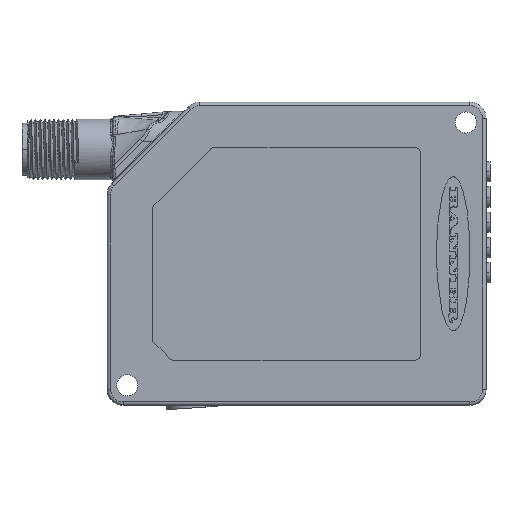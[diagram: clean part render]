
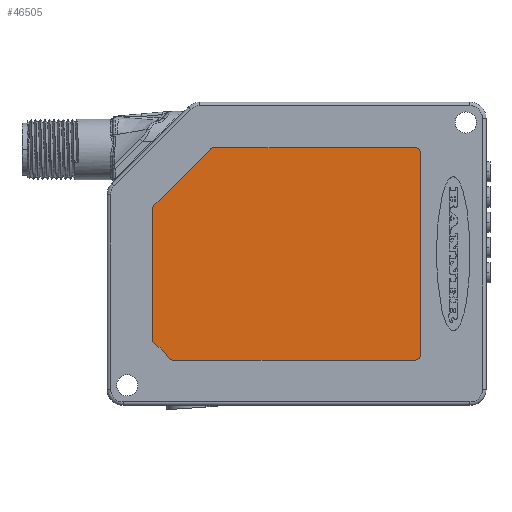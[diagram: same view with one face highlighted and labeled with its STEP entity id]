
A CAD part, front view. The second image highlights one B-rep face of the part: STEP entity #46505.
In plain terms, the highlighted planar face has unit normal (0, -1, 0).
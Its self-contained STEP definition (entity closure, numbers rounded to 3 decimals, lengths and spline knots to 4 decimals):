
#14637=CARTESIAN_POINT('',(0.8324,0.0098,
-0.3937));
#14638=DIRECTION('',(0.,-1.,0.));
#14639=DIRECTION('',(0.,0.,1.));
#14640=AXIS2_PLACEMENT_3D('',#14637,#14638,#14639);
#14655=CARTESIAN_POINT('',(2.4016,0.0098,
-0.3937));
#14656=DIRECTION('',(0.,-1.,0.));
#14657=DIRECTION('',(1.,0.,0.));
#14658=AXIS2_PLACEMENT_3D('',#14655,#14656,#14657);
#14673=CARTESIAN_POINT('',(2.4016,0.0098,
-1.9685));
#14674=DIRECTION('',(0.,-1.,0.));
#14675=DIRECTION('',(0.,0.,-1.));
#14676=AXIS2_PLACEMENT_3D('',#14673,#14674,#14675);
#14691=CARTESIAN_POINT('',(0.5125,0.0098,
-1.9685));
#14692=DIRECTION('',(0.,-1.,0.));
#14693=DIRECTION('',(-0.842,0.,-0.54));
#14694=AXIS2_PLACEMENT_3D('',#14691,#14692,#14693);
#14709=CARTESIAN_POINT('',(0.3937,0.0098,
-1.8497));
#14710=DIRECTION('',(0.,-1.,0.));
#14711=DIRECTION('',(-1.,0.,0.));
#14712=AXIS2_PLACEMENT_3D('',#14709,#14710,#14711);
#14727=CARTESIAN_POINT('',(0.3937,0.0098,
-0.8324));
#14728=DIRECTION('',(0.,-1.,0.));
#14729=DIRECTION('',(-0.707,0.,0.707));
#14730=AXIS2_PLACEMENT_3D('',#14727,#14728,#14729);
#14732=DIRECTION('',(-1.,0.,0.));
#14733=VECTOR('',#14732,1.5692);
#14734=CARTESIAN_POINT('',(2.4016,0.0098,
-0.3543));
#14735=LINE('',#14734,#14733);
#14736=DIRECTION('',(0.,0.,1.));
#14737=VECTOR('',#14736,1.5748);
#14738=CARTESIAN_POINT('',(2.4409,0.0098,
-1.9685));
#14739=LINE('',#14738,#14737);
#14740=DIRECTION('',(1.,0.,0.));
#14741=VECTOR('',#14740,1.8891);
#14742=CARTESIAN_POINT('',(0.5125,0.0098,
-2.0079));
#14743=LINE('',#14742,#14741);
#14744=CARTESIAN_POINT('',(0.1811,0.0098,
-2.1811));
#14745=DIRECTION('',(0.,1.,0.));
#14746=DIRECTION('',(0.54,0.,0.842));
#14747=AXIS2_PLACEMENT_3D('',#14744,#14745,#14746);
#14749=DIRECTION('',(0.,0.,-1.));
#14750=VECTOR('',#14749,1.0174);
#14751=CARTESIAN_POINT('',(0.3543,0.0098,
-0.8324));
#14752=LINE('',#14751,#14750);
#14753=DIRECTION('',(-0.707,0.,-0.707));
#14754=VECTOR('',#14753,0.6204);
#14755=CARTESIAN_POINT('',(0.8045,0.0098,
-0.3659));
#14756=LINE('',#14755,#14754);
#24005=CARTESIAN_POINT('',(0.8045,0.0098,
-0.3659));
#24007=VERTEX_POINT('',#24005);
#24009=CARTESIAN_POINT('',(0.8324,0.0098,
-0.3543));
#24011=VERTEX_POINT('',#24009);
#24013=CARTESIAN_POINT('',(0.3543,0.0098,
-0.8324));
#24015=VERTEX_POINT('',#24013);
#24017=CARTESIAN_POINT('',(0.3659,0.0098,
-0.8045));
#24019=VERTEX_POINT('',#24017);
#24021=CARTESIAN_POINT('',(0.3724,0.0098,
-1.8829));
#24023=VERTEX_POINT('',#24021);
#24025=CARTESIAN_POINT('',(0.3543,0.0098,
-1.8497));
#24027=VERTEX_POINT('',#24025);
#24029=CARTESIAN_POINT('',(0.5125,0.0098,
-2.0079));
#24031=VERTEX_POINT('',#24029);
#24033=CARTESIAN_POINT('',(0.4793,0.0098,
-1.9898));
#24035=VERTEX_POINT('',#24033);
#24037=CARTESIAN_POINT('',(2.4409,0.0098,
-1.9685));
#24039=VERTEX_POINT('',#24037);
#24041=CARTESIAN_POINT('',(2.4016,0.0098,
-2.0079));
#24043=VERTEX_POINT('',#24041);
#24044=CARTESIAN_POINT('',(2.4409,0.0098,
-0.3937));
#24045=VERTEX_POINT('',#24044);
#24046=CARTESIAN_POINT('',(2.4016,0.0098,
-0.3543));
#24047=VERTEX_POINT('',#24046);
#46486=CARTESIAN_POINT('',(0.,0.0098,0.));
#46487=DIRECTION('',(0.,-1.,0.));
#46488=DIRECTION('',(-1.,0.,0.));
#46489=AXIS2_PLACEMENT_3D('',#46486,#46487,#46488);
#46490=PLANE('',#46489);
#46491=ORIENTED_EDGE('',*,*,#46342,.F.);
#46492=ORIENTED_EDGE('',*,*,#46356,.F.);
#46493=ORIENTED_EDGE('',*,*,#46370,.F.);
#46494=ORIENTED_EDGE('',*,*,#46382,.F.);
#46495=ORIENTED_EDGE('',*,*,#46398,.F.);
#46496=ORIENTED_EDGE('',*,*,#46410,.F.);
#46497=ORIENTED_EDGE('',*,*,#46426,.F.);
#46498=ORIENTED_EDGE('',*,*,#46438,.F.);
#46499=ORIENTED_EDGE('',*,*,#46454,.F.);
#46500=ORIENTED_EDGE('',*,*,#46466,.F.);
#46501=ORIENTED_EDGE('',*,*,#46481,.F.);
#46502=ORIENTED_EDGE('',*,*,#46325,.F.);
#46503=EDGE_LOOP('',(#46491,#46492,#46493,#46494,#46495,#46496,#46497,#46498,
#46499,#46500,#46501,#46502));
#46504=FACE_OUTER_BOUND('',#46503,.F.);
#46505=ADVANCED_FACE('',(#46504),#46490,.T.);
#14641=CIRCLE('',#14640,0.0394);
#14659=CIRCLE('',#14658,0.0394);
#14677=CIRCLE('',#14676,0.0394);
#14695=CIRCLE('',#14694,0.0394);
#14713=CIRCLE('',#14712,0.0394);
#14731=CIRCLE('',#14730,0.0394);
#14748=CIRCLE('',#14747,0.3543);
#46325=EDGE_CURVE('',#24007,#24019,#14756,.T.);
#46342=EDGE_CURVE('',#24011,#24007,#14641,.T.);
#46356=EDGE_CURVE('',#24047,#24011,#14735,.T.);
#46370=EDGE_CURVE('',#24045,#24047,#14659,.T.);
#46382=EDGE_CURVE('',#24039,#24045,#14739,.T.);
#46398=EDGE_CURVE('',#24043,#24039,#14677,.T.);
#46410=EDGE_CURVE('',#24031,#24043,#14743,.T.);
#46426=EDGE_CURVE('',#24035,#24031,#14695,.T.);
#46438=EDGE_CURVE('',#24023,#24035,#14748,.T.);
#46454=EDGE_CURVE('',#24027,#24023,#14713,.T.);
#46466=EDGE_CURVE('',#24015,#24027,#14752,.T.);
#46481=EDGE_CURVE('',#24019,#24015,#14731,.T.);
